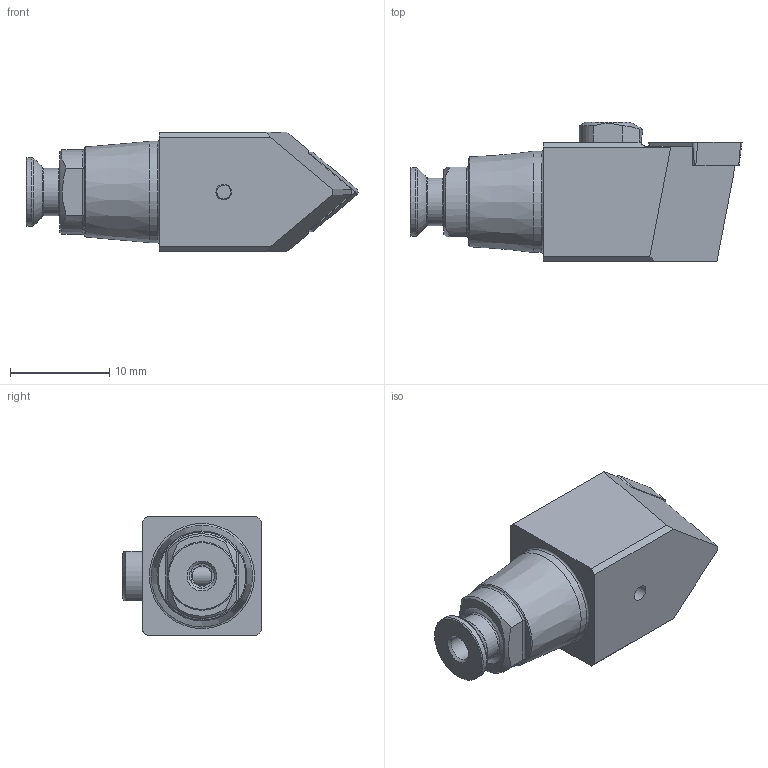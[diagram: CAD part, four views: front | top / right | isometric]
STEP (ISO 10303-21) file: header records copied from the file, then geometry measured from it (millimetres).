
FILE_DESCRIPTION (( 'STEP AP203' ), '1' );
FILE_NAME ('LW3.SCMCN.0020.06.STEP', '2022-11-04T13:54:35', ( '' ), ( '' ), 'SwSTEP 2.0', 'SolidWorks 2017', '' );
FILE_SCHEMA (( 'CONFIG_CONTROL_DESIGN' ));
Length unit declared in the file: millimetre
Products named in the file (7): CCMT060204; LWX-ER1.007.002; LW3-KCA.NMA.020_A; LW3-U00.ER1.000_B; WCA-ER2.001.006_A; LW3.SCMCN.0020.06; ISO 14581 - M2x12
Assembly tree (6 placements, depth 2):
  LW3.SCMCN.0020.06
    LW3-KCA.NMA.020_A
    LW3-U00.ER1.000_B
    LWX-ER1.007.002
    ISO 14581 - M2x12
    CCMT060204
    WCA-ER2.001.006_A
Bounding box: 33.39 x 14 x 12 mm (x, y, z)
Volume: 2870 mm3; surface area: 2299.1 mm2
Topology: 6 solids, 6 shells, 183 faces, 443 edges, 272 vertices
Faces by surface type: plane 67, cylinder 51, cone 40, torus 12, bspline 12, sphere 1
Full cylindrical faces by diameter (mm): 1.6 x1, 2 x2, 2.05 x1, 2.1 x1, 2.5 x2, 2.8 x1, 3 x2, 3.4 x1, 3.8 x1, 3.85 x1, 4.8 x1, 5 x1, 5.5 x1, 6 x1, 6.9 x1, 10.175 x1
Entity records: 6130 total; most frequent: CARTESIAN_POINT 1523, DIRECTION 791, ORIENTED_EDGE 756, EDGE_CURVE 378, AXIS2_PLACEMENT_3D 324, VERTEX_POINT 262, EDGE_LOOP 248, FACE_OUTER_BOUND 213
